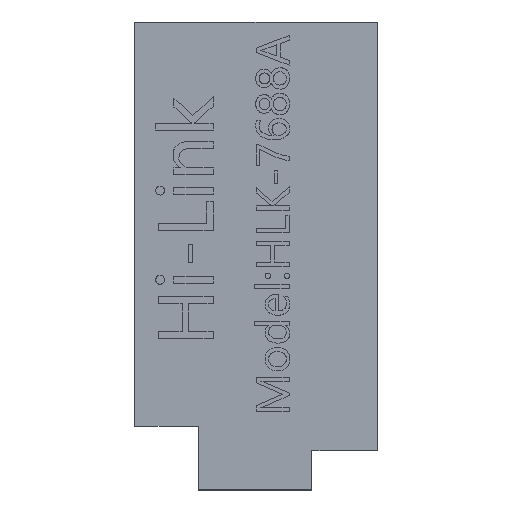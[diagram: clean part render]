
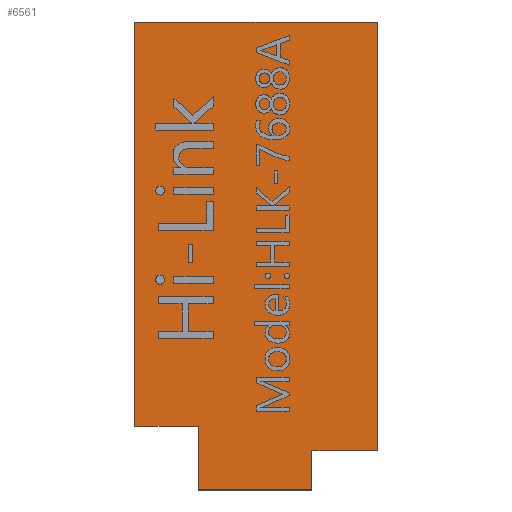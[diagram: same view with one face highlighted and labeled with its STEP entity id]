
A CAD part, top view. The second image highlights one B-rep face of the part: STEP entity #6561.
In plain terms, the highlighted planar face has unit normal (0, 0, 1).
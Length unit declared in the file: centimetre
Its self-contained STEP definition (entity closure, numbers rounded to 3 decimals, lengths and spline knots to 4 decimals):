
#640=FACE_OUTER_BOUND($,#1019,.T.);
#1019=EDGE_LOOP($,(#4384,#4385,#4386,#4387,#4388,#4389,#4390,#4391));
#1424=LINE($,#8237,#2051);
#1427=LINE($,#8242,#2054);
#1429=LINE($,#8246,#2056);
#1431=LINE($,#8250,#2058);
#1433=LINE($,#8254,#2060);
#1435=LINE($,#8258,#2062);
#1437=LINE($,#8262,#2064);
#1438=LINE($,#8264,#2065);
#2051=VECTOR($,#7205,2.95);
#2054=VECTOR($,#7210,1.67);
#2056=VECTOR($,#7214,2.78);
#2058=VECTOR($,#7218,0.44);
#2060=VECTOR($,#7222,0.44);
#2062=VECTOR($,#7226,0.78);
#2064=VECTOR($,#7230,0.27);
#2065=VECTOR($,#7233,0.45);
#2677=VERTEX_POINT($,#8234);
#2678=VERTEX_POINT($,#8236);
#2679=VERTEX_POINT($,#8240);
#2680=VERTEX_POINT($,#8244);
#2681=VERTEX_POINT($,#8248);
#2682=VERTEX_POINT($,#8252);
#2683=VERTEX_POINT($,#8256);
#2684=VERTEX_POINT($,#8260);
#3348=EDGE_CURVE($,#2678,#2677,#1424,.T.);
#3351=EDGE_CURVE($,#2677,#2679,#1427,.T.);
#3353=EDGE_CURVE($,#2679,#2680,#1429,.T.);
#3355=EDGE_CURVE($,#2680,#2681,#1431,.T.);
#3357=EDGE_CURVE($,#2681,#2682,#1433,.T.);
#3359=EDGE_CURVE($,#2682,#2683,#1435,.T.);
#3361=EDGE_CURVE($,#2683,#2684,#1437,.T.);
#3362=EDGE_CURVE($,#2684,#2678,#1438,.T.);
#4384=ORIENTED_EDGE($,*,*,#3348,.T.);
#4385=ORIENTED_EDGE($,*,*,#3351,.T.);
#4386=ORIENTED_EDGE($,*,*,#3353,.T.);
#4387=ORIENTED_EDGE($,*,*,#3355,.T.);
#4388=ORIENTED_EDGE($,*,*,#3357,.T.);
#4389=ORIENTED_EDGE($,*,*,#3359,.T.);
#4390=ORIENTED_EDGE($,*,*,#3361,.T.);
#4391=ORIENTED_EDGE($,*,*,#3362,.T.);
#6363=PLANE($,#7001);
#6561=ADVANCED_FACE($,(#640),#6363,.T.);
#7001=AXIS2_PLACEMENT_3D($,#8265,#7234,#7235);
#7205=DIRECTION($,(0.,1.,0.));
#7210=DIRECTION($,(-1.,0.,0.));
#7214=DIRECTION($,(0.,-1.,0.));
#7218=DIRECTION($,(1.,0.,0.));
#7222=DIRECTION($,(0.,-1.,0.));
#7226=DIRECTION($,(1.,0.,0.));
#7230=DIRECTION($,(0.,1.,0.));
#7233=DIRECTION($,(1.,0.,0.));
#7234=DIRECTION('center_axis',(0.,0.,1.));
#7235=DIRECTION('ref_axis',(1.,0.,0.));
#8234=CARTESIAN_POINT('',(-5.,7.98,0.28));
#8236=CARTESIAN_POINT('',(-5.,5.03,0.28));
#8237=CARTESIAN_POINT($,(-5.,5.03,0.28));
#8240=CARTESIAN_POINT('',(-6.67,7.98,0.28));
#8242=CARTESIAN_POINT($,(-5.,7.98,0.28));
#8244=CARTESIAN_POINT('',(-6.67,5.2,0.28));
#8246=CARTESIAN_POINT($,(-6.67,7.98,0.28));
#8248=CARTESIAN_POINT('',(-6.23,5.2,0.28));
#8250=CARTESIAN_POINT($,(-6.67,5.2,0.28));
#8252=CARTESIAN_POINT('',(-6.23,4.76,0.28));
#8254=CARTESIAN_POINT($,(-6.23,5.2,0.28));
#8256=CARTESIAN_POINT('',(-5.45,4.76,0.28));
#8258=CARTESIAN_POINT($,(-6.23,4.76,0.28));
#8260=CARTESIAN_POINT('',(-5.45,5.03,0.28));
#8262=CARTESIAN_POINT($,(-5.45,4.76,0.28));
#8264=CARTESIAN_POINT($,(-5.45,5.03,0.28));
#8265=CARTESIAN_POINT('Origin',(-5.835,6.37,0.28));
